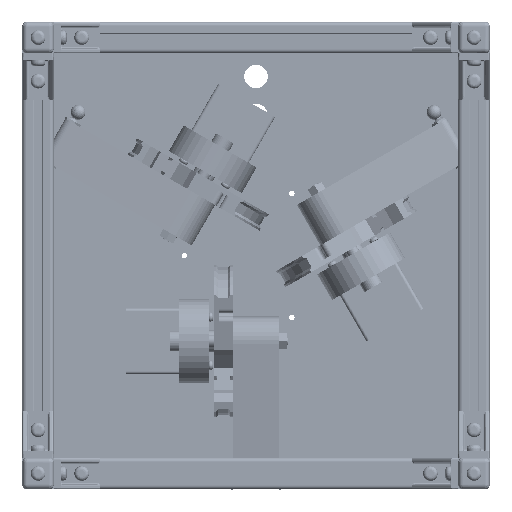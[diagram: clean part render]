
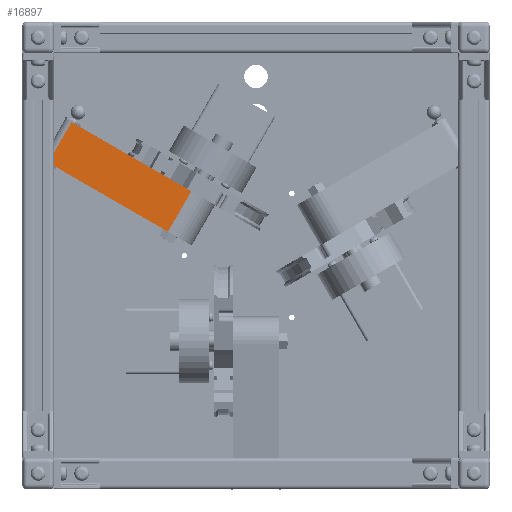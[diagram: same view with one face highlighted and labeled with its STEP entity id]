
A CAD part, front view. The second image highlights one B-rep face of the part: STEP entity #16897.
In plain terms, the highlighted face is planar.
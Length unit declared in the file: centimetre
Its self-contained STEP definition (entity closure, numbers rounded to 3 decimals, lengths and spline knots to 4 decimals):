
#7457=PLANE('',#18280);
#8166=VECTOR('',#21466,1.);
#8170=VECTOR('',#21487,1.);
#8171=VECTOR('',#21491,1.);
#8172=VECTOR('',#21492,1.);
#8936=LINE('',#26935,#8166);
#8940=LINE('',#26955,#8170);
#8941=LINE('',#26959,#8171);
#8942=LINE('',#26961,#8172);
#9896=VERTEX_POINT('',#26934);
#9897=VERTEX_POINT('',#26936);
#9904=VERTEX_POINT('',#26956);
#9905=VERTEX_POINT('',#26960);
#11741=EDGE_CURVE('',#9897,#9896,#8936,.T.);
#11750=EDGE_CURVE('',#9904,#9897,#8940,.T.);
#11752=EDGE_CURVE('',#9905,#9896,#8941,.T.);
#11753=EDGE_CURVE('',#9905,#9904,#8942,.T.);
#14365=ORIENTED_EDGE('',*,*,#11741,.T.);
#14366=ORIENTED_EDGE('',*,*,#11752,.F.);
#14367=ORIENTED_EDGE('',*,*,#11753,.T.);
#14368=ORIENTED_EDGE('',*,*,#11750,.T.);
#15424=EDGE_LOOP('',(#14365,#14366,#14367,#14368));
#16280=FACE_BOUND('',#15424,.T.);
#16897=ADVANCED_FACE('',(#16280),#7457,.T.);
#18280=AXIS2_PLACEMENT_3D('',#26958,#21490,$);
#21466=DIRECTION('',(-0.993,-0.122,0.));
#21487=DIRECTION('',(0.,0.,1.));
#21490=DIRECTION('',(0.122,-0.993,0.));
#21491=DIRECTION('',(0.,0.,1.));
#21492=DIRECTION('',(0.993,0.122,0.));
#26934=CARTESIAN_POINT('',(0.1956,-1.588,1.5));
#26935=CARTESIAN_POINT('',(0.1956,-1.588,1.5));
#26936=CARTESIAN_POINT('',(9.0611,-0.4963,1.5));
#26955=CARTESIAN_POINT('',(9.0611,-0.4963,-1.5));
#26956=CARTESIAN_POINT('',(9.0611,-0.4963,-1.5));
#26958=CARTESIAN_POINT('',(4.6283,-1.0421,-1.5));
#26959=CARTESIAN_POINT('',(0.1956,-1.588,-1.5));
#26960=CARTESIAN_POINT('',(0.1956,-1.588,-1.5));
#26961=CARTESIAN_POINT('',(0.1956,-1.588,-1.5));
